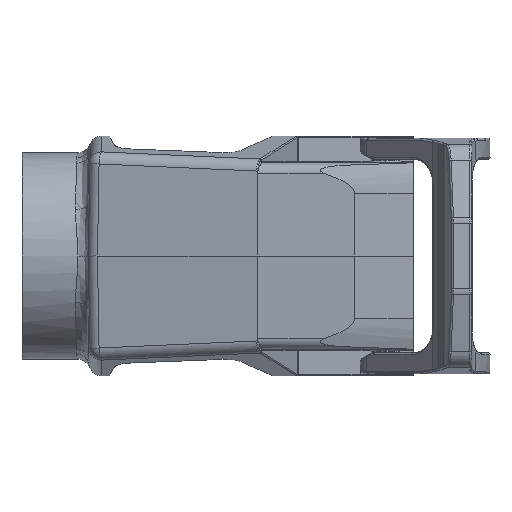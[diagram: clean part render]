
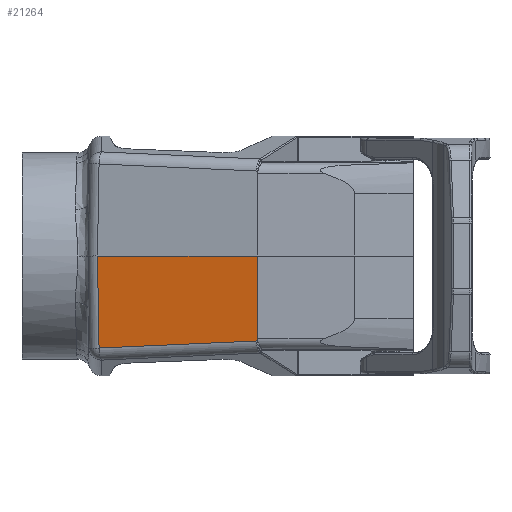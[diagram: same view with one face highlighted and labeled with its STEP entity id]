
A CAD part, left-side view. The second image highlights one B-rep face of the part: STEP entity #21264.
In plain terms, the highlighted planar face has unit normal (-0.982, 0.191, -0.018).
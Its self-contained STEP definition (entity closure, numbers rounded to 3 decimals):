
#840=CARTESIAN_POINT('',(-34.647,23.272,-20.189));
#907=CARTESIAN_POINT('',(-34.659,23.233,-19.983));
#920=DIRECTION('',(0.191,0.981,-0.044));
#921=VECTOR('',#920,38.162);
#922=CARTESIAN_POINT('',(-34.647,23.272,-20.189));
#923=LINE('',#922,#921);
#924=DIRECTION('',(-0.014,0.017,1.));
#925=VECTOR('',#924,21.866);
#926=CARTESIAN_POINT('',(-27.344,60.691,-21.86));
#927=LINE('',#926,#925);
#928=CARTESIAN_POINT('',(-34.706,23.022,-19.644));
#929=CARTESIAN_POINT('',(-34.705,23.022,-19.665));
#930=CARTESIAN_POINT('',(-34.704,23.026,-19.708));
#931=CARTESIAN_POINT('',(-34.698,23.052,-19.778));
#932=CARTESIAN_POINT('',(-34.688,23.095,-19.849));
#933=CARTESIAN_POINT('',(-34.675,23.156,-19.917));
#934=CARTESIAN_POINT('',(-34.664,23.206,-19.961));
#935=CARTESIAN_POINT('',(-34.659,23.233,-19.983));
#937=CARTESIAN_POINT('',(-34.659,23.233,-19.983));
#938=CARTESIAN_POINT('',(-34.657,23.239,-19.988));
#939=CARTESIAN_POINT('',(-34.655,23.25,-19.999));
#940=CARTESIAN_POINT('',(-34.652,23.264,-20.021));
#941=CARTESIAN_POINT('',(-34.651,23.27,-20.038));
#942=CARTESIAN_POINT('',(-34.65,23.273,-20.046));
#944=DIRECTION('',(-0.017,0.004,1.));
#945=VECTOR('',#944,0.143);
#946=CARTESIAN_POINT('',(-34.647,23.272,-20.189));
#947=LINE('',#946,#945);
#966=DIRECTION('',(0.191,0.982,0.));
#967=VECTOR('',#966,38.715);
#968=CARTESIAN_POINT('',(-35.046,23.069,
0.));
#969=LINE('',#968,#967);
#1022=CARTESIAN_POINT('',(-27.659,61.073,
0.));
#1969=DIRECTION('',(-0.017,0.002,1.));
#1970=VECTOR('',#1969,19.647);
#1971=CARTESIAN_POINT('',(-34.706,23.022,
-19.644));
#1972=LINE('',#1971,#1970);
#15781=VERTEX_POINT('',#1022);
#15821=CARTESIAN_POINT('',(-27.344,60.691,
-21.86));
#15822=VERTEX_POINT('',#15821);
#15829=VERTEX_POINT('',#840);
#15846=CARTESIAN_POINT('',(-34.706,23.022,
-19.644));
#15848=VERTEX_POINT('',#15846);
#15849=VERTEX_POINT('',#907);
#15850=CARTESIAN_POINT('',(-35.046,23.069,
0.));
#15851=VERTEX_POINT('',#15850);
#15852=VERTEX_POINT('',#942);
#21247=CARTESIAN_POINT('',(-31.165,42.035,
-10.93));
#21248=DIRECTION('',(0.981,-0.191,0.017));
#21249=DIRECTION('',(-0.191,-0.982,0.));
#21250=AXIS2_PLACEMENT_3D('',#21247,#21248,#21249);
#21251=PLANE('',#21250);
#21253=ORIENTED_EDGE('',*,*,#21252,.F.);
#21254=ORIENTED_EDGE('',*,*,#20932,.T.);
#21255=ORIENTED_EDGE('',*,*,#19874,.T.);
#21257=ORIENTED_EDGE('',*,*,#21256,.F.);
#21259=ORIENTED_EDGE('',*,*,#21258,.F.);
#21260=ORIENTED_EDGE('',*,*,#21071,.T.);
#21261=ORIENTED_EDGE('',*,*,#21238,.T.);
#21262=EDGE_LOOP('',(#21253,#21254,#21255,#21257,#21259,#21260,#21261));
#21263=FACE_OUTER_BOUND('',#21262,.F.);
#21264=ADVANCED_FACE('',(#21263),#21251,.F.);
#936=B_SPLINE_CURVE_WITH_KNOTS('',3,(#928,#929,#930,#931,#932,#933,#934,#935),
.UNSPECIFIED.,.F.,.F.,(4,1,1,1,1,4),(0.,0.2,0.4,0.6,0.8,1.),
.UNSPECIFIED.);
#943=B_SPLINE_CURVE_WITH_KNOTS('',3,(#937,#938,#939,#940,#941,#942),
.UNSPECIFIED.,.F.,.F.,(4,1,1,4),(0.,0.333,0.667,1.),
.UNSPECIFIED.);
#19874=EDGE_CURVE('',#15822,#15781,#927,.T.);
#20932=EDGE_CURVE('',#15829,#15822,#923,.T.);
#21071=EDGE_CURVE('',#15848,#15849,#936,.T.);
#21238=EDGE_CURVE('',#15849,#15852,#943,.T.);
#21252=EDGE_CURVE('',#15829,#15852,#947,.T.);
#21256=EDGE_CURVE('',#15851,#15781,#969,.T.);
#21258=EDGE_CURVE('',#15848,#15851,#1972,.T.);
